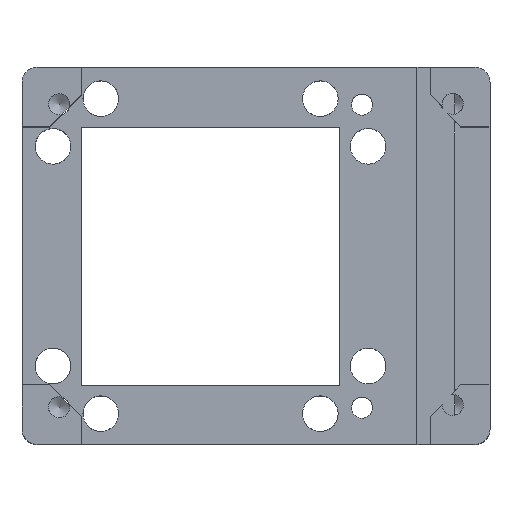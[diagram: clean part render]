
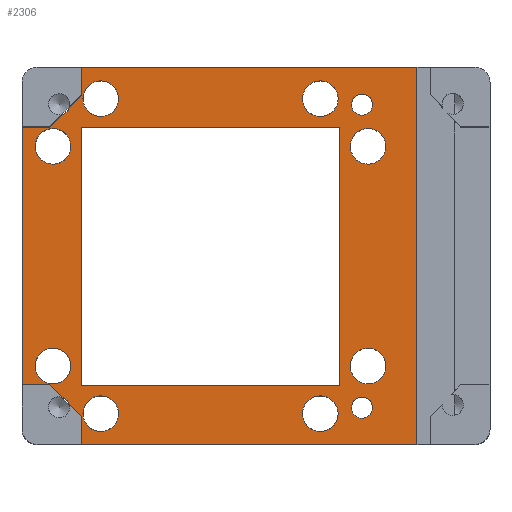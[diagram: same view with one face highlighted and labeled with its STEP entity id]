
A CAD part, top view. The second image highlights one B-rep face of the part: STEP entity #2306.
In plain terms, the highlighted planar face has unit normal (0, 0, 1).
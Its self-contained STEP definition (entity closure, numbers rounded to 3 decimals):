
#173=FACE_BOUND('',#363,.T.);
#174=FACE_BOUND('',#364,.T.);
#175=FACE_BOUND('',#365,.T.);
#176=FACE_BOUND('',#366,.T.);
#177=FACE_BOUND('',#367,.T.);
#178=FACE_BOUND('',#368,.T.);
#179=FACE_BOUND('',#369,.T.);
#180=FACE_BOUND('',#370,.T.);
#181=FACE_BOUND('',#371,.T.);
#182=FACE_BOUND('',#372,.T.);
#183=FACE_BOUND('',#373,.T.);
#232=FACE_OUTER_BOUND('',#362,.T.);
#362=EDGE_LOOP('',(#1689,#1690,#1691,#1692,#1693,#1694,#1695,#1696,#1697,
#1698,#1699,#1700,#1701,#1702));
#363=EDGE_LOOP('',(#1703));
#364=EDGE_LOOP('',(#1704));
#365=EDGE_LOOP('',(#1705,#1706,#1707,#1708));
#366=EDGE_LOOP('',(#1709));
#367=EDGE_LOOP('',(#1710));
#368=EDGE_LOOP('',(#1711));
#369=EDGE_LOOP('',(#1712));
#370=EDGE_LOOP('',(#1713));
#371=EDGE_LOOP('',(#1714));
#372=EDGE_LOOP('',(#1715));
#373=EDGE_LOOP('',(#1716));
#511=CIRCLE('',#2469,1.4);
#512=CIRCLE('',#2470,1.4);
#513=CIRCLE('',#2471,1.4);
#514=CIRCLE('',#2472,1.4);
#515=CIRCLE('',#2473,2.35);
#516=CIRCLE('',#2474,2.35);
#517=CIRCLE('',#2475,2.35);
#518=CIRCLE('',#2476,2.35);
#519=CIRCLE('',#2477,2.35);
#520=CIRCLE('',#2478,2.35);
#521=CIRCLE('',#2479,2.35);
#522=CIRCLE('',#2480,2.35);
#630=LINE('',#3450,#818);
#636=LINE('',#3463,#824);
#651=LINE('',#3497,#839);
#652=LINE('',#3499,#840);
#653=LINE('',#3501,#841);
#654=LINE('',#3505,#842);
#655=LINE('',#3507,#843);
#656=LINE('',#3509,#844);
#657=LINE('',#3511,#845);
#658=LINE('',#3513,#846);
#659=LINE('',#3517,#847);
#660=LINE('',#3518,#848);
#661=LINE('',#3525,#849);
#662=LINE('',#3527,#850);
#663=LINE('',#3529,#851);
#664=LINE('',#3530,#852);
#818=VECTOR('',#2780,10.);
#824=VECTOR('',#2794,10.);
#839=VECTOR('',#2819,10.);
#840=VECTOR('',#2820,10.);
#841=VECTOR('',#2821,10.);
#842=VECTOR('',#2824,10.);
#843=VECTOR('',#2825,10.);
#844=VECTOR('',#2826,10.);
#845=VECTOR('',#2827,10.);
#846=VECTOR('',#2828,10.);
#847=VECTOR('',#2831,10.);
#848=VECTOR('',#2832,10.);
#849=VECTOR('',#2837,10.);
#850=VECTOR('',#2838,10.);
#851=VECTOR('',#2839,10.);
#852=VECTOR('',#2840,10.);
#1019=VERTEX_POINT('',#3442);
#1020=VERTEX_POINT('',#3448);
#1023=VERTEX_POINT('',#3462);
#1037=VERTEX_POINT('',#3496);
#1038=VERTEX_POINT('',#3498);
#1039=VERTEX_POINT('',#3500);
#1040=VERTEX_POINT('',#3502);
#1041=VERTEX_POINT('',#3504);
#1042=VERTEX_POINT('',#3506);
#1043=VERTEX_POINT('',#3508);
#1044=VERTEX_POINT('',#3510);
#1045=VERTEX_POINT('',#3512);
#1046=VERTEX_POINT('',#3514);
#1047=VERTEX_POINT('',#3516);
#1048=VERTEX_POINT('',#3519);
#1049=VERTEX_POINT('',#3521);
#1050=VERTEX_POINT('',#3523);
#1051=VERTEX_POINT('',#3524);
#1052=VERTEX_POINT('',#3526);
#1053=VERTEX_POINT('',#3528);
#1054=VERTEX_POINT('',#3531);
#1055=VERTEX_POINT('',#3533);
#1056=VERTEX_POINT('',#3535);
#1057=VERTEX_POINT('',#3537);
#1058=VERTEX_POINT('',#3539);
#1059=VERTEX_POINT('',#3541);
#1060=VERTEX_POINT('',#3543);
#1061=VERTEX_POINT('',#3545);
#1268=EDGE_CURVE('',#1019,#1020,#630,.T.);
#1274=EDGE_CURVE('',#1023,#1019,#636,.T.);
#1291=EDGE_CURVE('',#1020,#1037,#651,.T.);
#1292=EDGE_CURVE('',#1037,#1038,#652,.T.);
#1293=EDGE_CURVE('',#1039,#1038,#653,.T.);
#1294=EDGE_CURVE('',#1040,#1039,#511,.T.);
#1295=EDGE_CURVE('',#1041,#1040,#654,.T.);
#1296=EDGE_CURVE('',#1041,#1042,#655,.T.);
#1297=EDGE_CURVE('',#1042,#1043,#656,.T.);
#1298=EDGE_CURVE('',#1043,#1044,#657,.T.);
#1299=EDGE_CURVE('',#1045,#1044,#658,.T.);
#1300=EDGE_CURVE('',#1046,#1045,#512,.T.);
#1301=EDGE_CURVE('',#1047,#1046,#659,.T.);
#1302=EDGE_CURVE('',#1047,#1023,#660,.T.);
#1303=EDGE_CURVE('',#1048,#1048,#513,.T.);
#1304=EDGE_CURVE('',#1049,#1049,#514,.T.);
#1305=EDGE_CURVE('',#1050,#1051,#661,.T.);
#1306=EDGE_CURVE('',#1051,#1052,#662,.T.);
#1307=EDGE_CURVE('',#1052,#1053,#663,.T.);
#1308=EDGE_CURVE('',#1053,#1050,#664,.T.);
#1309=EDGE_CURVE('',#1054,#1054,#515,.T.);
#1310=EDGE_CURVE('',#1055,#1055,#516,.T.);
#1311=EDGE_CURVE('',#1056,#1056,#517,.T.);
#1312=EDGE_CURVE('',#1057,#1057,#518,.T.);
#1313=EDGE_CURVE('',#1058,#1058,#519,.T.);
#1314=EDGE_CURVE('',#1059,#1059,#520,.T.);
#1315=EDGE_CURVE('',#1060,#1060,#521,.T.);
#1316=EDGE_CURVE('',#1061,#1061,#522,.T.);
#1689=ORIENTED_EDGE('',*,*,#1268,.T.);
#1690=ORIENTED_EDGE('',*,*,#1291,.T.);
#1691=ORIENTED_EDGE('',*,*,#1292,.T.);
#1692=ORIENTED_EDGE('',*,*,#1293,.F.);
#1693=ORIENTED_EDGE('',*,*,#1294,.F.);
#1694=ORIENTED_EDGE('',*,*,#1295,.F.);
#1695=ORIENTED_EDGE('',*,*,#1296,.T.);
#1696=ORIENTED_EDGE('',*,*,#1297,.T.);
#1697=ORIENTED_EDGE('',*,*,#1298,.T.);
#1698=ORIENTED_EDGE('',*,*,#1299,.F.);
#1699=ORIENTED_EDGE('',*,*,#1300,.F.);
#1700=ORIENTED_EDGE('',*,*,#1301,.F.);
#1701=ORIENTED_EDGE('',*,*,#1302,.T.);
#1702=ORIENTED_EDGE('',*,*,#1274,.T.);
#1703=ORIENTED_EDGE('',*,*,#1303,.T.);
#1704=ORIENTED_EDGE('',*,*,#1304,.T.);
#1705=ORIENTED_EDGE('',*,*,#1305,.T.);
#1706=ORIENTED_EDGE('',*,*,#1306,.T.);
#1707=ORIENTED_EDGE('',*,*,#1307,.T.);
#1708=ORIENTED_EDGE('',*,*,#1308,.T.);
#1709=ORIENTED_EDGE('',*,*,#1309,.T.);
#1710=ORIENTED_EDGE('',*,*,#1310,.T.);
#1711=ORIENTED_EDGE('',*,*,#1311,.T.);
#1712=ORIENTED_EDGE('',*,*,#1312,.T.);
#1713=ORIENTED_EDGE('',*,*,#1313,.T.);
#1714=ORIENTED_EDGE('',*,*,#1314,.T.);
#1715=ORIENTED_EDGE('',*,*,#1315,.T.);
#1716=ORIENTED_EDGE('',*,*,#1316,.T.);
#2252=PLANE('',#2468);
#2306=ADVANCED_FACE('',(#232,#173,#174,#175,#176,#177,#178,#179,#180,#181,
#182,#183),#2252,.T.);
#2468=AXIS2_PLACEMENT_3D('',#3495,#2817,#2818);
#2469=AXIS2_PLACEMENT_3D('',#3503,#2822,#2823);
#2470=AXIS2_PLACEMENT_3D('',#3515,#2829,#2830);
#2471=AXIS2_PLACEMENT_3D('',#3520,#2833,#2834);
#2472=AXIS2_PLACEMENT_3D('',#3522,#2835,#2836);
#2473=AXIS2_PLACEMENT_3D('',#3532,#2841,#2842);
#2474=AXIS2_PLACEMENT_3D('',#3534,#2843,#2844);
#2475=AXIS2_PLACEMENT_3D('',#3536,#2845,#2846);
#2476=AXIS2_PLACEMENT_3D('',#3538,#2847,#2848);
#2477=AXIS2_PLACEMENT_3D('',#3540,#2849,#2850);
#2478=AXIS2_PLACEMENT_3D('',#3542,#2851,#2852);
#2479=AXIS2_PLACEMENT_3D('',#3544,#2853,#2854);
#2480=AXIS2_PLACEMENT_3D('',#3546,#2855,#2856);
#2780=DIRECTION('',(0.,1.,0.));
#2794=DIRECTION('',(1.,0.,0.));
#2817=DIRECTION('center_axis',(0.,0.,1.));
#2818=DIRECTION('ref_axis',(1.,0.,0.));
#2819=DIRECTION('',(-1.,0.,0.));
#2820=DIRECTION('',(0.,-1.,0.));
#2821=DIRECTION('',(0.707,0.707,0.));
#2822=DIRECTION('center_axis',(0.,0.,1.));
#2823=DIRECTION('ref_axis',(-1.,0.,0.));
#2824=DIRECTION('',(0.707,0.707,0.));
#2825=DIRECTION('',(-1.,0.,0.));
#2826=DIRECTION('',(0.,-1.,0.));
#2827=DIRECTION('',(1.,0.,0.));
#2828=DIRECTION('',(-0.707,0.707,0.));
#2829=DIRECTION('center_axis',(0.,0.,1.));
#2830=DIRECTION('ref_axis',(-1.,0.,0.));
#2831=DIRECTION('',(-0.707,0.707,0.));
#2832=DIRECTION('',(0.,-1.,0.));
#2833=DIRECTION('center_axis',(0.,0.,-1.));
#2834=DIRECTION('ref_axis',(-1.,0.,0.));
#2835=DIRECTION('center_axis',(0.,0.,-1.));
#2836=DIRECTION('ref_axis',(-1.,0.,0.));
#2837=DIRECTION('',(0.,1.,0.));
#2838=DIRECTION('',(1.,0.,0.));
#2839=DIRECTION('',(0.,-1.,0.));
#2840=DIRECTION('',(-1.,0.,0.));
#2841=DIRECTION('center_axis',(0.,0.,-1.));
#2842=DIRECTION('ref_axis',(-1.,0.,0.));
#2843=DIRECTION('center_axis',(0.,0.,-1.));
#2844=DIRECTION('ref_axis',(-1.,0.,0.));
#2845=DIRECTION('center_axis',(0.,0.,-1.));
#2846=DIRECTION('ref_axis',(-1.,0.,0.));
#2847=DIRECTION('center_axis',(0.,0.,-1.));
#2848=DIRECTION('ref_axis',(-1.,0.,0.));
#2849=DIRECTION('center_axis',(0.,0.,-1.));
#2850=DIRECTION('ref_axis',(-1.,0.,0.));
#2851=DIRECTION('center_axis',(0.,0.,-1.));
#2852=DIRECTION('ref_axis',(-1.,0.,0.));
#2853=DIRECTION('center_axis',(0.,0.,-1.));
#2854=DIRECTION('ref_axis',(-1.,0.,0.));
#2855=DIRECTION('center_axis',(0.,0.,-1.));
#2856=DIRECTION('ref_axis',(-1.,0.,0.));
#3442=CARTESIAN_POINT('',(27.26,-24.9,7.7));
#3448=CARTESIAN_POINT('',(27.26,24.9,7.7));
#3450=CARTESIAN_POINT('',(27.26,0.,7.7));
#3462=CARTESIAN_POINT('',(-17.05,-24.9,7.7));
#3463=CARTESIAN_POINT('',(24.9,-24.9,7.7));
#3495=CARTESIAN_POINT('Origin',(0.,0.,
7.7));
#3496=CARTESIAN_POINT('',(-17.05,24.9,7.7));
#3497=CARTESIAN_POINT('',(36.9,24.9,7.7));
#3498=CARTESIAN_POINT('',(-17.05,21.275,7.7));
#3499=CARTESIAN_POINT('',(-17.05,8.525,7.7));
#3500=CARTESIAN_POINT('',(-18.635,19.691,7.7));
#3501=CARTESIAN_POINT('',(-18.756,19.569,7.7));
#3502=CARTESIAN_POINT('',(-19.691,18.635,7.7));
#3503=CARTESIAN_POINT('Origin',(-20.,20.,7.7));
#3504=CARTESIAN_POINT('',(-21.275,17.05,7.7));
#3505=CARTESIAN_POINT('',(-18.756,19.569,7.7));
#3506=CARTESIAN_POINT('',(-24.9,17.05,7.7));
#3507=CARTESIAN_POINT('',(-12.45,17.05,7.7));
#3508=CARTESIAN_POINT('',(-24.9,-17.05,7.7));
#3509=CARTESIAN_POINT('',(-24.9,-24.9,7.7));
#3510=CARTESIAN_POINT('',(-21.275,-17.05,7.7));
#3511=CARTESIAN_POINT('',(-8.525,-17.05,7.7));
#3512=CARTESIAN_POINT('',(-19.691,-18.635,7.7));
#3513=CARTESIAN_POINT('',(-16.644,-21.681,7.7));
#3514=CARTESIAN_POINT('',(-18.635,-19.691,7.7));
#3515=CARTESIAN_POINT('Origin',(-20.,-20.,7.7));
#3516=CARTESIAN_POINT('',(-17.05,-21.275,7.7));
#3517=CARTESIAN_POINT('',(-16.644,-21.681,7.7));
#3518=CARTESIAN_POINT('',(-17.05,-12.45,7.7));
#3519=CARTESIAN_POINT('',(21.4,20.,7.7));
#3520=CARTESIAN_POINT('Origin',(20.,20.,7.7));
#3521=CARTESIAN_POINT('',(21.4,-20.,7.7));
#3522=CARTESIAN_POINT('Origin',(20.,-20.,7.7));
#3523=CARTESIAN_POINT('',(-17.05,-17.05,7.7));
#3524=CARTESIAN_POINT('',(-17.05,17.05,7.7));
#3525=CARTESIAN_POINT('',(-17.05,8.525,7.7));
#3526=CARTESIAN_POINT('',(17.05,17.05,7.7));
#3527=CARTESIAN_POINT('',(8.525,17.05,7.7));
#3528=CARTESIAN_POINT('',(17.05,-17.05,7.7));
#3529=CARTESIAN_POINT('',(17.05,-8.525,7.7));
#3530=CARTESIAN_POINT('',(-8.525,-17.05,7.7));
#3531=CARTESIAN_POINT('',(23.15,14.5,7.7));
#3532=CARTESIAN_POINT('Origin',(20.8,14.5,7.7));
#3533=CARTESIAN_POINT('',(-12.15,20.8,7.7));
#3534=CARTESIAN_POINT('Origin',(-14.5,20.8,7.7));
#3535=CARTESIAN_POINT('',(-18.45,-14.5,7.7));
#3536=CARTESIAN_POINT('Origin',(-20.8,-14.5,7.7));
#3537=CARTESIAN_POINT('',(23.15,-14.5,7.7));
#3538=CARTESIAN_POINT('Origin',(20.8,-14.5,7.7));
#3539=CARTESIAN_POINT('',(16.85,-20.8,7.7));
#3540=CARTESIAN_POINT('Origin',(14.5,-20.8,7.7));
#3541=CARTESIAN_POINT('',(-12.15,-20.8,7.7));
#3542=CARTESIAN_POINT('Origin',(-14.5,-20.8,7.7));
#3543=CARTESIAN_POINT('',(-18.45,14.5,7.7));
#3544=CARTESIAN_POINT('Origin',(-20.8,14.5,7.7));
#3545=CARTESIAN_POINT('',(16.85,20.8,7.7));
#3546=CARTESIAN_POINT('Origin',(14.5,20.8,7.7));
